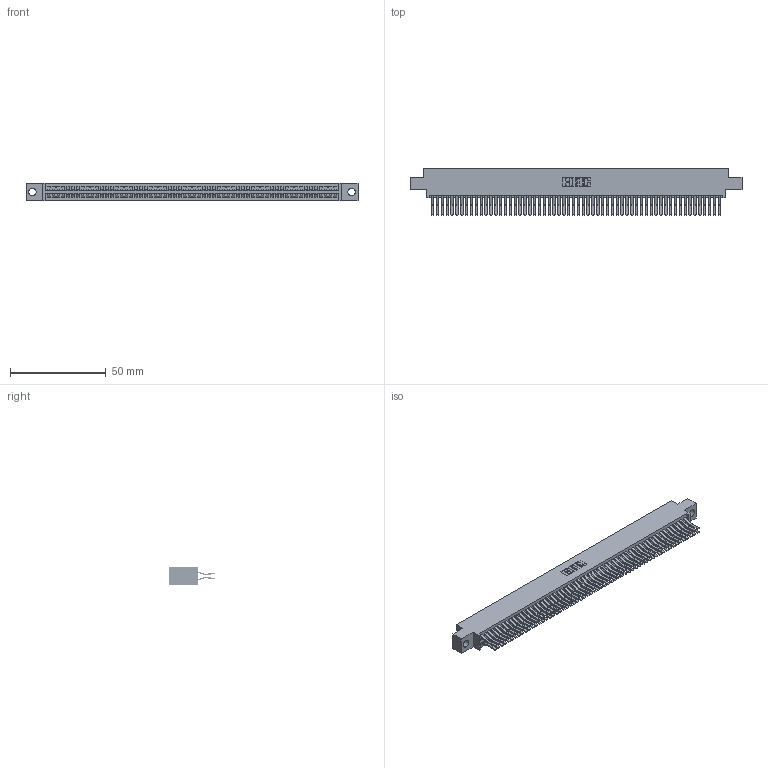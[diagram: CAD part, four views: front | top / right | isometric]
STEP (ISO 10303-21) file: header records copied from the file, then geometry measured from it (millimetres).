
FILE_DESCRIPTION (( 'STEP AP203' ), '1' );
FILE_NAME ('845-120-560-804.STEP', '2018-11-21T07:38:00', ( '' ), ( '' ), 'SwSTEP 2.0', 'SolidWorks 2016', '' );
FILE_SCHEMA (( 'CONFIG_CONTROL_DESIGN' ));
Length unit declared in the file: inch
Products named in the file (3): 845 Part_0.170 Offset - 0.156 Dia-TH; 345-292-001_560 Tail; 845-120-560-804
Assembly tree (121 placements, depth 2):
  845-120-560-804
    845 Part_0.170 Offset - 0.156 Dia-TH
    345-292-001_560 Tail  x120
Bounding box: 173.61 x 24.45 x 9.4 mm (x, y, z)
Volume: 17617 mm3; surface area: 28371 mm2
Topology: 121 solids, 121 shells, 6370 faces, 18953 edges, 12474 vertices
Faces by surface type: plane 4044, cylinder 2326
Entity records: 44877 total; most frequent: CARTESIAN_POINT 7508, ORIENTED_EDGE 7442, DIRECTION 6601, EDGE_CURVE 3721, LINE 3345, VECTOR 3345, VERTEX_POINT 2478, AXIS2_PLACEMENT_3D 1628
